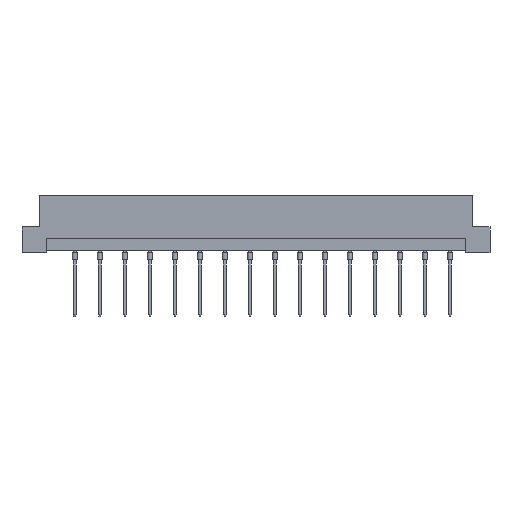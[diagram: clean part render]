
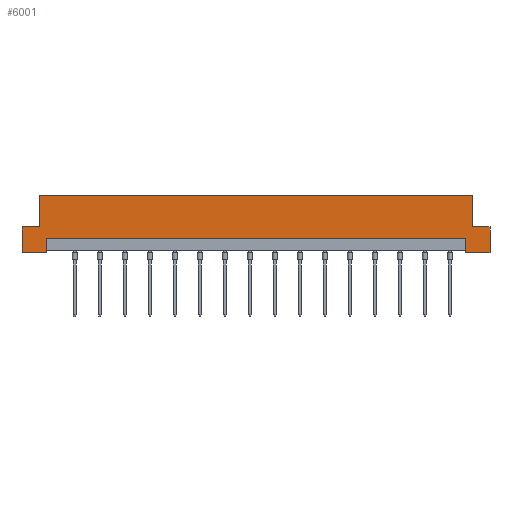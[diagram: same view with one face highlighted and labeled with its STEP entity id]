
A CAD part, front view. The second image highlights one B-rep face of the part: STEP entity #6001.
In plain terms, the highlighted planar face has unit normal (0, -1, 0).
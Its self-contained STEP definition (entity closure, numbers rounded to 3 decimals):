
#34 = CARTESIAN_POINT ( 'NONE',  ( -47.5, 0., 11.6 ) ) ;
#35 = CARTESIAN_POINT ( 'NONE',  ( -44., 0., 5.2 ) ) ;
#74 = VERTEX_POINT ( 'NONE', #5134 ) ;
#207 = EDGE_CURVE ( 'NONE', #2780, #74, #4162, .T. ) ;
#622 = VECTOR ( 'NONE', #11249, 1000. ) ;
#710 = EDGE_CURVE ( 'NONE', #5217, #3121, #6296, .T. ) ;
#965 = CARTESIAN_POINT ( 'NONE',  ( 47.5, 0., 5.2 ) ) ;
#999 = EDGE_CURVE ( 'NONE', #12895, #15642, #6774, .T. ) ;
#1463 = EDGE_CURVE ( 'NONE', #12895, #3121, #15840, .T. ) ;
#1651 = CARTESIAN_POINT ( 'NONE',  ( -42.6, 0., 0.5 ) ) ;
#1687 = EDGE_CURVE ( 'NONE', #14760, #5194, #5422, .T. ) ;
#1695 = VECTOR ( 'NONE', #7648, 1000. ) ;
#1825 = PLANE ( 'NONE',  #5588 ) ;
#1864 = EDGE_CURVE ( 'NONE', #12535, #14760, #2498, .T. ) ;
#1879 = LINE ( 'NONE', #10720, #3255 ) ;
#2445 = DIRECTION ( 'NONE',  ( 0., 0., 1. ) ) ;
#2498 = LINE ( 'NONE', #6137, #7875 ) ;
#2603 = ORIENTED_EDGE ( 'NONE', *, *, #13748, .F. ) ;
#2646 = CARTESIAN_POINT ( 'NONE',  ( -42.6, 0., 0. ) ) ;
#2780 = VERTEX_POINT ( 'NONE', #7392 ) ;
#3121 = VERTEX_POINT ( 'NONE', #8509 ) ;
#3255 = VECTOR ( 'NONE', #6910, 1000. ) ;
#3504 = VECTOR ( 'NONE', #5644, 1000. ) ;
#3767 = VECTOR ( 'NONE', #13950, 1000. ) ;
#4026 = DIRECTION ( 'NONE',  ( 0., 1., 0. ) ) ;
#4162 = LINE ( 'NONE', #10234, #5309 ) ;
#4749 = ORIENTED_EDGE ( 'NONE', *, *, #9062, .F. ) ;
#5134 = CARTESIAN_POINT ( 'NONE',  ( 42.6, 0., 0. ) ) ;
#5194 = VERTEX_POINT ( 'NONE', #11611 ) ;
#5217 = VERTEX_POINT ( 'NONE', #5369 ) ;
#5309 = VECTOR ( 'NONE', #14051, 1000. ) ;
#5369 = CARTESIAN_POINT ( 'NONE',  ( -44., 0., 11.6 ) ) ;
#5414 = LINE ( 'NONE', #8744, #12209 ) ;
#5422 = LINE ( 'NONE', #10363, #3767 ) ;
#5588 = AXIS2_PLACEMENT_3D ( 'NONE', #9109, #4026, #6606 ) ;
#5644 = DIRECTION ( 'NONE',  ( 1., 0., 0. ) ) ;
#6001 = ADVANCED_FACE ( 'NONE', ( #12692 ), #1825, .F. ) ;
#6137 = CARTESIAN_POINT ( 'NONE',  ( -47.5, 0., 0. ) ) ;
#6296 = LINE ( 'NONE', #34, #622 ) ;
#6482 = ORIENTED_EDGE ( 'NONE', *, *, #207, .T. ) ;
#6494 = LINE ( 'NONE', #15348, #10149 ) ;
#6606 = DIRECTION ( 'NONE',  ( 0., 0., 1. ) ) ;
#6610 = VECTOR ( 'NONE', #6822, 1000. ) ;
#6774 = LINE ( 'NONE', #11730, #3504 ) ;
#6822 = DIRECTION ( 'NONE',  ( -1., 0., 0. ) ) ;
#6910 = DIRECTION ( 'NONE',  ( 0., 0., 1. ) ) ;
#7188 = ORIENTED_EDGE ( 'NONE', *, *, #8522, .F. ) ;
#7392 = CARTESIAN_POINT ( 'NONE',  ( 42.6, 0., 2.9 ) ) ;
#7425 = DIRECTION ( 'NONE',  ( 1., 0., 0. ) ) ;
#7648 = DIRECTION ( 'NONE',  ( 0., 0., -1. ) ) ;
#7805 = LINE ( 'NONE', #1651, #1695 ) ;
#7875 = VECTOR ( 'NONE', #8492, 1000. ) ;
#7917 = ORIENTED_EDGE ( 'NONE', *, *, #9781, .F. ) ;
#8043 = CARTESIAN_POINT ( 'NONE',  ( -47.5, 0., 0. ) ) ;
#8289 = LINE ( 'NONE', #8043, #6610 ) ;
#8294 = ORIENTED_EDGE ( 'NONE', *, *, #710, .F. ) ;
#8492 = DIRECTION ( 'NONE',  ( -1., 0., 0. ) ) ;
#8509 = CARTESIAN_POINT ( 'NONE',  ( 44., 0., 11.6 ) ) ;
#8522 = EDGE_CURVE ( 'NONE', #15642, #11125, #5414, .T. ) ;
#8677 = VERTEX_POINT ( 'NONE', #9338 ) ;
#8698 = VECTOR ( 'NONE', #2445, 1000. ) ;
#8744 = CARTESIAN_POINT ( 'NONE',  ( 47.5, 0., 0. ) ) ;
#9062 = EDGE_CURVE ( 'NONE', #2780, #8677, #6494, .T. ) ;
#9109 = CARTESIAN_POINT ( 'NONE',  ( -47.5, 0., 11.6 ) ) ;
#9207 = EDGE_LOOP ( 'NONE', ( #4749, #6482, #11335, #7188, #10452, #11043, #8294, #2603, #7917, #12617, #11649, #10723 ) ) ;
#9338 = CARTESIAN_POINT ( 'NONE',  ( -42.6, 0., 2.9 ) ) ;
#9450 = CARTESIAN_POINT ( 'NONE',  ( 47.5, 0., 0. ) ) ;
#9781 = EDGE_CURVE ( 'NONE', #5194, #10870, #13591, .T. ) ;
#10149 = VECTOR ( 'NONE', #15193, 1000. ) ;
#10234 = CARTESIAN_POINT ( 'NONE',  ( 42.6, 0., 0.5 ) ) ;
#10363 = CARTESIAN_POINT ( 'NONE',  ( -47.5, 0., 0. ) ) ;
#10451 = CARTESIAN_POINT ( 'NONE',  ( 44., 0., 5.2 ) ) ;
#10452 = ORIENTED_EDGE ( 'NONE', *, *, #999, .F. ) ;
#10720 = CARTESIAN_POINT ( 'NONE',  ( -44., 0., 5.2 ) ) ;
#10723 = ORIENTED_EDGE ( 'NONE', *, *, #13615, .F. ) ;
#10870 = VERTEX_POINT ( 'NONE', #35 ) ;
#11043 = ORIENTED_EDGE ( 'NONE', *, *, #1463, .T. ) ;
#11125 = VERTEX_POINT ( 'NONE', #9450 ) ;
#11249 = DIRECTION ( 'NONE',  ( 1., 0., 0. ) ) ;
#11260 = DIRECTION ( 'NONE',  ( 0., 0., -1. ) ) ;
#11335 = ORIENTED_EDGE ( 'NONE', *, *, #13820, .F. ) ;
#11611 = CARTESIAN_POINT ( 'NONE',  ( -47.5, 0., 5.2 ) ) ;
#11649 = ORIENTED_EDGE ( 'NONE', *, *, #1864, .F. ) ;
#11730 = CARTESIAN_POINT ( 'NONE',  ( 47.5, 0., 5.2 ) ) ;
#12106 = CARTESIAN_POINT ( 'NONE',  ( 44., 0., 5.2 ) ) ;
#12209 = VECTOR ( 'NONE', #11260, 1000. ) ;
#12535 = VERTEX_POINT ( 'NONE', #2646 ) ;
#12617 = ORIENTED_EDGE ( 'NONE', *, *, #1687, .F. ) ;
#12692 = FACE_OUTER_BOUND ( 'NONE', #9207, .T. ) ;
#12754 = VECTOR ( 'NONE', #7425, 1000. ) ;
#12895 = VERTEX_POINT ( 'NONE', #10451 ) ;
#13503 = CARTESIAN_POINT ( 'NONE',  ( -47.5, 0., 0. ) ) ;
#13591 = LINE ( 'NONE', #14578, #12754 ) ;
#13615 = EDGE_CURVE ( 'NONE', #8677, #12535, #7805, .T. ) ;
#13748 = EDGE_CURVE ( 'NONE', #10870, #5217, #1879, .T. ) ;
#13820 = EDGE_CURVE ( 'NONE', #11125, #74, #8289, .T. ) ;
#13950 = DIRECTION ( 'NONE',  ( 0., 0., 1. ) ) ;
#14051 = DIRECTION ( 'NONE',  ( 0., 0., -1. ) ) ;
#14578 = CARTESIAN_POINT ( 'NONE',  ( -47.5, 0., 5.2 ) ) ;
#14760 = VERTEX_POINT ( 'NONE', #13503 ) ;
#15193 = DIRECTION ( 'NONE',  ( -1., 0., 0. ) ) ;
#15348 = CARTESIAN_POINT ( 'NONE',  ( 42.6, 0., 2.9 ) ) ;
#15642 = VERTEX_POINT ( 'NONE', #965 ) ;
#15840 = LINE ( 'NONE', #12106, #8698 ) ;
